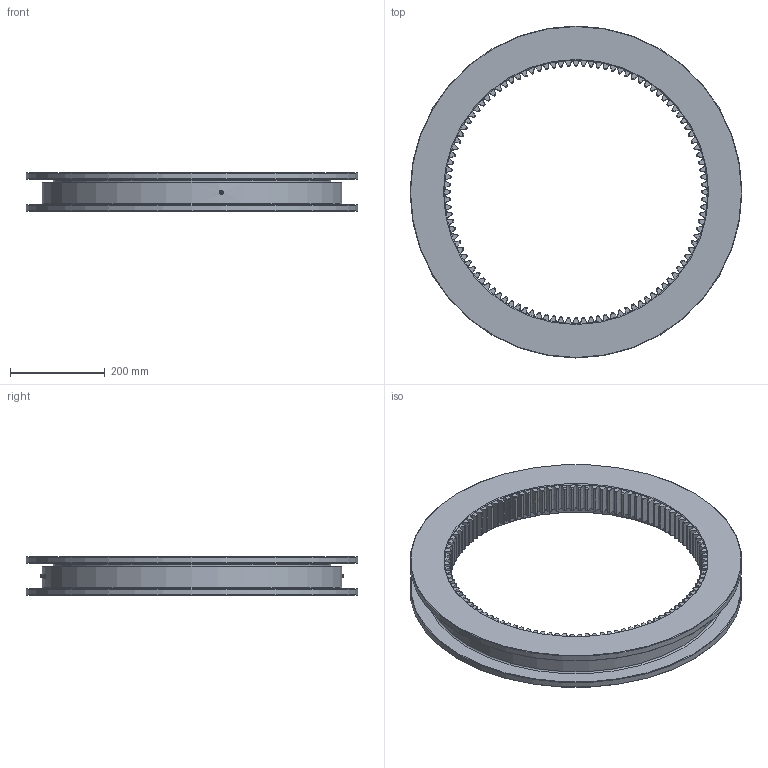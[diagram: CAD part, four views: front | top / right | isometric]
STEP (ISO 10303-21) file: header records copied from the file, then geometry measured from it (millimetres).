
FILE_DESCRIPTION (( 'STEP AP214' ), '1' );
FILE_NAME ('I.700.22.00.A-T.STEP', '2020-05-13T08:46:02', ( '' ), ( '' ), 'SwSTEP 2.0', 'SolidWorks 2016', '' );
FILE_SCHEMA (( 'AUTOMOTIVE_DESIGN' ));
Length unit declared in the file: millimetre
Products named in the file (5): I.700.22.00.A-T - IR; I.700.22.00.A-T - OR; Grease nipple M6x1mm; Ball D22; I.700.22.00.A-T
Assembly tree (66 placements, depth 2):
  I.700.22.00.A-T
    I.700.22.00.A-T - IR
    I.700.22.00.A-T - OR
    Ball D22  x62
    Grease nipple M6x1mm  x2
Bounding box: 699 x 699 x 82 mm (x, y, z)
Volume: 7656735 mm3; surface area: 1203653.3 mm2
Topology: 66 solids, 66 shells, 592 faces, 1690 edges, 1113 vertices
Faces by surface type: cone 258, cylinder 123, bspline 108, sphere 62, plane 28, torus 13
Full cylindrical faces by diameter (mm): 2.5 x2, 5 x1, 6 x2, 9 x2, 579 x1, 584.5 x2, 587.5 x2, 631 x1, 699 x2
Entity records: 71048 total; most frequent: CARTESIAN_POINT 58628, ORIENTED_EDGE 2788, DIRECTION 2138, EDGE_CURVE 1394, AXIS2_PLACEMENT_3D 958, VERTEX_POINT 942, B_SPLINE_CURVE_WITH_KNOTS 679, EDGE_LOOP 558
